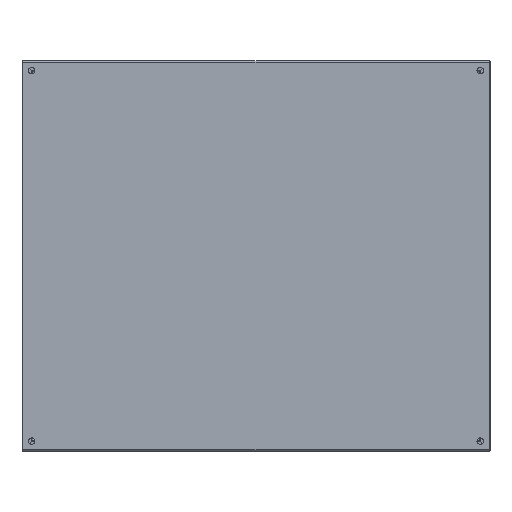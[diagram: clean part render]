
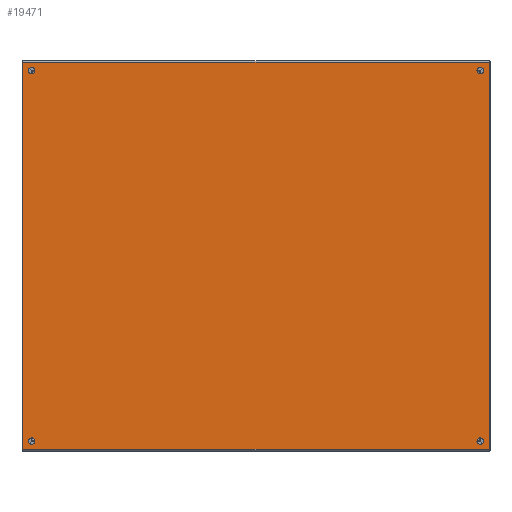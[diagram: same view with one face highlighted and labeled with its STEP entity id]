
A CAD part, top view. The second image highlights one B-rep face of the part: STEP entity #19471.
In plain terms, the highlighted face is planar.
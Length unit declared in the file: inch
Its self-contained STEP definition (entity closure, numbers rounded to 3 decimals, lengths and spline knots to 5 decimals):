
#163 = EDGE_LOOP ( 'NONE', ( #45205, #45230, #3781, #20564 ) ) ;
#664 = ORIENTED_EDGE ( 'NONE', *, *, #32895, .T. ) ;
#979 = VERTEX_POINT ( 'NONE', #39981 ) ;
#1349 = EDGE_CURVE ( 'NONE', #28661, #7056, #7621, .T. ) ;
#1374 = LINE ( 'NONE', #27932, #8847 ) ;
#1793 = VECTOR ( 'NONE', #15323, 39.37008 ) ;
#3137 = DIRECTION ( 'NONE',  ( 1., 0., 0. ) ) ;
#3346 = ORIENTED_EDGE ( 'NONE', *, *, #38562, .T. ) ;
#3781 = ORIENTED_EDGE ( 'NONE', *, *, #46721, .F. ) ;
#4749 = ORIENTED_EDGE ( 'NONE', *, *, #1349, .T. ) ;
#5183 = CARTESIAN_POINT ( 'NONE',  ( 0., 1., -14.25 ) ) ;
#5392 = FACE_BOUND ( 'NONE', #31625, .T. ) ;
#5498 = DIRECTION ( 'NONE',  ( 0., -1., 0. ) ) ;
#5614 = EDGE_CURVE ( 'NONE', #7056, #28661, #42038, .T. ) ;
#5682 = AXIS2_PLACEMENT_3D ( 'NONE', #11448, #45137, #22201 ) ;
#5803 = ORIENTED_EDGE ( 'NONE', *, *, #11090, .T. ) ;
#6916 = VERTEX_POINT ( 'NONE', #8145 ) ;
#7056 = VERTEX_POINT ( 'NONE', #10484 ) ;
#7621 = CIRCLE ( 'NONE', #41064, 0.25 ) ;
#7645 = CIRCLE ( 'NONE', #37181, 0.25 ) ;
#7849 = LINE ( 'NONE', #22684, #1793 ) ;
#8145 = CARTESIAN_POINT ( 'NONE',  ( 0., 35.5, 14.25 ) ) ;
#8847 = VECTOR ( 'NONE', #5498, 39.37008 ) ;
#9024 = FACE_BOUND ( 'NONE', #14519, .T. ) ;
#9289 = CARTESIAN_POINT ( 'NONE',  ( 0., 0.75, -14.25 ) ) ;
#9441 = AXIS2_PLACEMENT_3D ( 'NONE', #43470, #39781, #32539 ) ;
#10423 = AXIS2_PLACEMENT_3D ( 'NONE', #11544, #27416, #23738 ) ;
#10484 = CARTESIAN_POINT ( 'NONE',  ( 0., 1., 14.25 ) ) ;
#10629 = EDGE_LOOP ( 'NONE', ( #38350, #3346 ) ) ;
#11090 = EDGE_CURVE ( 'NONE', #43819, #17030, #37470, .T. ) ;
#11160 = DIRECTION ( 'NONE',  ( 1., 0., 0. ) ) ;
#11448 = CARTESIAN_POINT ( 'NONE',  ( 0., 35.25, -14.25 ) ) ;
#11544 = CARTESIAN_POINT ( 'NONE',  ( 0., 35.25, 14.25 ) ) ;
#12219 = VERTEX_POINT ( 'NONE', #44149 ) ;
#12477 = EDGE_CURVE ( 'NONE', #6916, #29143, #44643, .T. ) ;
#12672 = FACE_BOUND ( 'NONE', #47457, .T. ) ;
#14519 = EDGE_LOOP ( 'NONE', ( #664, #43345 ) ) ;
#14785 = DIRECTION ( 'NONE',  ( 0., -1., 0. ) ) ;
#15323 = DIRECTION ( 'NONE',  ( 0., 0., -1. ) ) ;
#15366 = CARTESIAN_POINT ( 'NONE',  ( 0., 0.75, 14.25 ) ) ;
#16223 = CARTESIAN_POINT ( 'NONE',  ( 0., 0.072, -14.892 ) ) ;
#17030 = VERTEX_POINT ( 'NONE', #5183 ) ;
#19152 = CARTESIAN_POINT ( 'NONE',  ( 0., 35., -14.25 ) ) ;
#19471 = ADVANCED_FACE ( 'NONE', ( #38991, #12672, #35375, #5392, #9024 ), #23906, .F. ) ;
#19717 = CARTESIAN_POINT ( 'NONE',  ( 0., 35.928, 14.892 ) ) ;
#19797 = AXIS2_PLACEMENT_3D ( 'NONE', #47748, #21670, #47281 ) ;
#20564 = ORIENTED_EDGE ( 'NONE', *, *, #47647, .T. ) ;
#20631 = DIRECTION ( 'NONE',  ( 0., 0., 1. ) ) ;
#21670 = DIRECTION ( 'NONE',  ( 1., 0., 0. ) ) ;
#22201 = DIRECTION ( 'NONE',  ( 0., -1., 0. ) ) ;
#22684 = CARTESIAN_POINT ( 'NONE',  ( 0., 35.928, -14.928 ) ) ;
#23598 = CIRCLE ( 'NONE', #5682, 0.25 ) ;
#23738 = DIRECTION ( 'NONE',  ( 0., -1., 0. ) ) ;
#23906 = PLANE ( 'NONE',  #19797 ) ;
#24121 = DIRECTION ( 'NONE',  ( 0., 1., 0. ) ) ;
#24515 = CARTESIAN_POINT ( 'NONE',  ( 0., 35.5, -14.25 ) ) ;
#24741 = VERTEX_POINT ( 'NONE', #16223 ) ;
#24839 = LINE ( 'NONE', #47013, #33150 ) ;
#25310 = CARTESIAN_POINT ( 'NONE',  ( 0., 35.25, 14.25 ) ) ;
#25903 = DIRECTION ( 'NONE',  ( 0., -1., 0. ) ) ;
#26050 = DIRECTION ( 'NONE',  ( 0., -1., 0. ) ) ;
#26454 = DIRECTION ( 'NONE',  ( 0., -1., 0. ) ) ;
#26877 = EDGE_CURVE ( 'NONE', #31831, #28502, #7645, .T. ) ;
#27137 = DIRECTION ( 'NONE',  ( 1., 0., 0. ) ) ;
#27416 = DIRECTION ( 'NONE',  ( 1., 0., 0. ) ) ;
#27932 = CARTESIAN_POINT ( 'NONE',  ( 0., 0.072, 14.892 ) ) ;
#28502 = VERTEX_POINT ( 'NONE', #24515 ) ;
#28661 = VERTEX_POINT ( 'NONE', #41759 ) ;
#29143 = VERTEX_POINT ( 'NONE', #37013 ) ;
#29634 = DIRECTION ( 'NONE',  ( 1., 0., 0. ) ) ;
#31625 = EDGE_LOOP ( 'NONE', ( #4749, #42365 ) ) ;
#31831 = VERTEX_POINT ( 'NONE', #19152 ) ;
#32539 = DIRECTION ( 'NONE',  ( 0., -1., 0. ) ) ;
#32822 = AXIS2_PLACEMENT_3D ( 'NONE', #9289, #27137, #45895 ) ;
#32895 = EDGE_CURVE ( 'NONE', #29143, #6916, #47047, .T. ) ;
#33150 = VECTOR ( 'NONE', #24121, 39.37008 ) ;
#33560 = CARTESIAN_POINT ( 'NONE',  ( 0., 0.5, -14.25 ) ) ;
#34407 = CIRCLE ( 'NONE', #32822, 0.25 ) ;
#35375 = FACE_BOUND ( 'NONE', #10629, .T. ) ;
#36919 = CARTESIAN_POINT ( 'NONE',  ( 0., 35.25, -14.25 ) ) ;
#37013 = CARTESIAN_POINT ( 'NONE',  ( 0., 35., 14.25 ) ) ;
#37051 = EDGE_CURVE ( 'NONE', #17030, #43819, #34407, .T. ) ;
#37181 = AXIS2_PLACEMENT_3D ( 'NONE', #36919, #29634, #26454 ) ;
#37470 = CIRCLE ( 'NONE', #9441, 0.25 ) ;
#38350 = ORIENTED_EDGE ( 'NONE', *, *, #26877, .T. ) ;
#38562 = EDGE_CURVE ( 'NONE', #28502, #31831, #23598, .T. ) ;
#38623 = EDGE_CURVE ( 'NONE', #47476, #12219, #7849, .T. ) ;
#38924 = LINE ( 'NONE', #42826, #42551 ) ;
#38991 = FACE_OUTER_BOUND ( 'NONE', #163, .T. ) ;
#39781 = DIRECTION ( 'NONE',  ( 1., 0., 0. ) ) ;
#39981 = CARTESIAN_POINT ( 'NONE',  ( 0., 0.072, 14.892 ) ) ;
#41064 = AXIS2_PLACEMENT_3D ( 'NONE', #44606, #11160, #26050 ) ;
#41759 = CARTESIAN_POINT ( 'NONE',  ( 0., 0.5, 14.25 ) ) ;
#42038 = CIRCLE ( 'NONE', #44367, 0.25 ) ;
#42365 = ORIENTED_EDGE ( 'NONE', *, *, #5614, .T. ) ;
#42551 = VECTOR ( 'NONE', #20631, 39.37008 ) ;
#42826 = CARTESIAN_POINT ( 'NONE',  ( 0., 0.072, 14.928 ) ) ;
#43345 = ORIENTED_EDGE ( 'NONE', *, *, #12477, .T. ) ;
#43470 = CARTESIAN_POINT ( 'NONE',  ( 0., 0.75, -14.25 ) ) ;
#43819 = VERTEX_POINT ( 'NONE', #33560 ) ;
#44149 = CARTESIAN_POINT ( 'NONE',  ( 0., 35.928, -14.892 ) ) ;
#44367 = AXIS2_PLACEMENT_3D ( 'NONE', #15366, #44451, #25903 ) ;
#44451 = DIRECTION ( 'NONE',  ( 1., 0., 0. ) ) ;
#44606 = CARTESIAN_POINT ( 'NONE',  ( 0., 0.75, 14.25 ) ) ;
#44643 = CIRCLE ( 'NONE', #46199, 0.25 ) ;
#44820 = EDGE_CURVE ( 'NONE', #47476, #979, #1374, .T. ) ;
#45137 = DIRECTION ( 'NONE',  ( 1., 0., 0. ) ) ;
#45205 = ORIENTED_EDGE ( 'NONE', *, *, #44820, .F. ) ;
#45230 = ORIENTED_EDGE ( 'NONE', *, *, #38623, .T. ) ;
#45895 = DIRECTION ( 'NONE',  ( 0., -1., 0. ) ) ;
#46199 = AXIS2_PLACEMENT_3D ( 'NONE', #25310, #3137, #14785 ) ;
#46495 = ORIENTED_EDGE ( 'NONE', *, *, #37051, .T. ) ;
#46721 = EDGE_CURVE ( 'NONE', #24741, #12219, #24839, .T. ) ;
#47013 = CARTESIAN_POINT ( 'NONE',  ( 0., 35.928, -14.892 ) ) ;
#47047 = CIRCLE ( 'NONE', #10423, 0.25 ) ;
#47281 = DIRECTION ( 'NONE',  ( 0., -1., 0. ) ) ;
#47457 = EDGE_LOOP ( 'NONE', ( #5803, #46495 ) ) ;
#47476 = VERTEX_POINT ( 'NONE', #19717 ) ;
#47647 = EDGE_CURVE ( 'NONE', #24741, #979, #38924, .T. ) ;
#47748 = CARTESIAN_POINT ( 'NONE',  ( 0., 0.072, 14.928 ) ) ;
